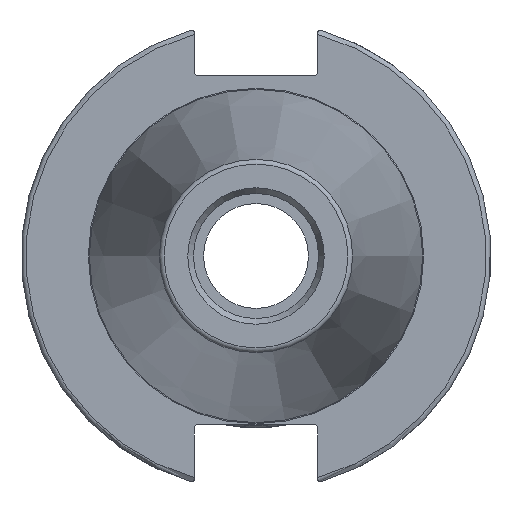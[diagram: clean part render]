
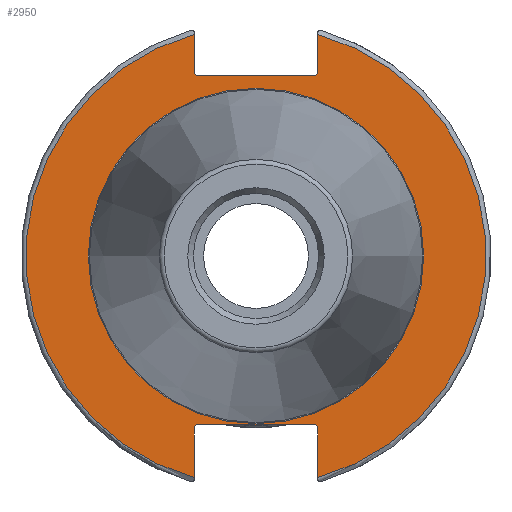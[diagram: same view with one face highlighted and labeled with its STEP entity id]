
A CAD part, left-side view. The second image highlights one B-rep face of the part: STEP entity #2950.
In plain terms, the highlighted planar face has unit normal (-1, 0, 0).
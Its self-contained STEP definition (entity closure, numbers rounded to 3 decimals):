
#117=FACE_BOUND('',#471,.T.);
#135=PLANE('',#3230);
#286=FACE_OUTER_BOUND('',#470,.T.);
#470=EDGE_LOOP('',(#2058,#2059,#2060,#2061,#2062,#2063,#2064,#2065,#2066,
#2067,#2068,#2069));
#471=EDGE_LOOP('',(#2070));
#652=LINE('',#4454,#887);
#653=LINE('',#4456,#888);
#654=LINE('',#4458,#889);
#655=LINE('',#4460,#890);
#656=LINE('',#4462,#891);
#657=LINE('',#4466,#892);
#658=LINE('',#4468,#893);
#659=LINE('',#4470,#894);
#660=LINE('',#4472,#895);
#661=LINE('',#4473,#896);
#887=VECTOR('',#3598,10.);
#888=VECTOR('',#3599,10.);
#889=VECTOR('',#3600,10.);
#890=VECTOR('',#3601,10.);
#891=VECTOR('',#3602,10.);
#892=VECTOR('',#3605,10.);
#893=VECTOR('',#3606,10.);
#894=VECTOR('',#3607,10.);
#895=VECTOR('',#3608,10.);
#896=VECTOR('',#3609,10.);
#1135=CIRCLE('',#3228,35.125);
#1137=CIRCLE('',#3231,48.213);
#1138=CIRCLE('',#3232,48.213);
#1270=VERTEX_POINT('',#4445);
#1271=VERTEX_POINT('',#4450);
#1272=VERTEX_POINT('',#4451);
#1273=VERTEX_POINT('',#4453);
#1274=VERTEX_POINT('',#4455);
#1275=VERTEX_POINT('',#4457);
#1276=VERTEX_POINT('',#4459);
#1277=VERTEX_POINT('',#4461);
#1278=VERTEX_POINT('',#4463);
#1279=VERTEX_POINT('',#4465);
#1280=VERTEX_POINT('',#4467);
#1281=VERTEX_POINT('',#4469);
#1282=VERTEX_POINT('',#4471);
#1573=EDGE_CURVE('',#1270,#1270,#1135,.T.);
#1575=EDGE_CURVE('',#1271,#1272,#1137,.T.);
#1576=EDGE_CURVE('',#1271,#1273,#652,.T.);
#1577=EDGE_CURVE('',#1274,#1273,#653,.T.);
#1578=EDGE_CURVE('',#1274,#1275,#654,.T.);
#1579=EDGE_CURVE('',#1276,#1275,#655,.T.);
#1580=EDGE_CURVE('',#1276,#1277,#656,.T.);
#1581=EDGE_CURVE('',#1278,#1277,#1138,.T.);
#1582=EDGE_CURVE('',#1278,#1279,#657,.T.);
#1583=EDGE_CURVE('',#1280,#1279,#658,.T.);
#1584=EDGE_CURVE('',#1280,#1281,#659,.T.);
#1585=EDGE_CURVE('',#1282,#1281,#660,.T.);
#1586=EDGE_CURVE('',#1282,#1272,#661,.T.);
#2058=ORIENTED_EDGE('',*,*,#1575,.F.);
#2059=ORIENTED_EDGE('',*,*,#1576,.T.);
#2060=ORIENTED_EDGE('',*,*,#1577,.F.);
#2061=ORIENTED_EDGE('',*,*,#1578,.T.);
#2062=ORIENTED_EDGE('',*,*,#1579,.F.);
#2063=ORIENTED_EDGE('',*,*,#1580,.T.);
#2064=ORIENTED_EDGE('',*,*,#1581,.F.);
#2065=ORIENTED_EDGE('',*,*,#1582,.T.);
#2066=ORIENTED_EDGE('',*,*,#1583,.F.);
#2067=ORIENTED_EDGE('',*,*,#1584,.T.);
#2068=ORIENTED_EDGE('',*,*,#1585,.F.);
#2069=ORIENTED_EDGE('',*,*,#1586,.T.);
#2070=ORIENTED_EDGE('',*,*,#1573,.F.);
#2950=ADVANCED_FACE('',(#286,#117),#135,.T.);
#3228=AXIS2_PLACEMENT_3D('',#4447,#3590,#3591);
#3230=AXIS2_PLACEMENT_3D('',#4449,#3594,#3595);
#3231=AXIS2_PLACEMENT_3D('',#4452,#3596,#3597);
#3232=AXIS2_PLACEMENT_3D('',#4464,#3603,#3604);
#3590=DIRECTION('center_axis',(-1.,0.,0.));
#3591=DIRECTION('ref_axis',(0.,-1.,0.));
#3594=DIRECTION('center_axis',(-1.,0.,0.));
#3595=DIRECTION('ref_axis',(0.,0.,1.));
#3596=DIRECTION('center_axis',(1.,0.,0.));
#3597=DIRECTION('ref_axis',(0.,-1.,0.));
#3598=DIRECTION('',(0.,0.,-1.));
#3599=DIRECTION('',(0.,-0.707,0.707));
#3600=DIRECTION('',(0.,1.,0.));
#3601=DIRECTION('',(0.,-0.707,-0.707));
#3602=DIRECTION('',(0.,0.,1.));
#3603=DIRECTION('center_axis',(1.,0.,0.));
#3604=DIRECTION('ref_axis',(0.,1.,0.));
#3605=DIRECTION('',(0.,0.,1.));
#3606=DIRECTION('',(0.,0.707,-0.707));
#3607=DIRECTION('',(0.,-1.,0.));
#3608=DIRECTION('',(0.,0.707,0.707));
#3609=DIRECTION('',(0.,0.,-1.));
#4445=CARTESIAN_POINT('',(3.175,0.,35.125));
#4447=CARTESIAN_POINT('Origin',(3.175,0.,0.));
#4449=CARTESIAN_POINT('Origin',(3.175,49.213,0.));
#4450=CARTESIAN_POINT('',(3.175,-12.95,46.441));
#4451=CARTESIAN_POINT('',(3.175,-12.95,-46.441));
#4452=CARTESIAN_POINT('Origin',(3.175,0.,0.));
#4453=CARTESIAN_POINT('',(3.175,-12.95,38.219));
#4454=CARTESIAN_POINT('',(3.175,-12.95,18.86));
#4455=CARTESIAN_POINT('',(3.175,-12.45,37.719));
#4456=CARTESIAN_POINT('',(3.175,12.27,12.999));
#4457=CARTESIAN_POINT('',(3.175,12.45,37.719));
#4458=CARTESIAN_POINT('',(3.175,24.606,37.719));
#4459=CARTESIAN_POINT('',(3.175,12.95,38.219));
#4460=CARTESIAN_POINT('',(3.175,12.336,37.605));
#4461=CARTESIAN_POINT('',(3.175,12.95,46.441));
#4462=CARTESIAN_POINT('',(3.175,12.95,18.86));
#4463=CARTESIAN_POINT('',(3.175,12.95,-46.441));
#4464=CARTESIAN_POINT('Origin',(3.175,0.,0.));
#4465=CARTESIAN_POINT('',(3.175,12.95,-35.806));
#4466=CARTESIAN_POINT('',(3.175,12.95,-17.653));
#4467=CARTESIAN_POINT('',(3.175,12.45,-35.306));
#4468=CARTESIAN_POINT('',(3.175,12.939,-35.795));
#4469=CARTESIAN_POINT('',(3.175,-12.45,-35.306));
#4470=CARTESIAN_POINT('',(3.175,24.606,-35.306));
#4471=CARTESIAN_POINT('',(3.175,-12.95,-35.806));
#4472=CARTESIAN_POINT('',(3.175,11.667,-11.189));
#4473=CARTESIAN_POINT('',(3.175,-12.95,-17.653));
